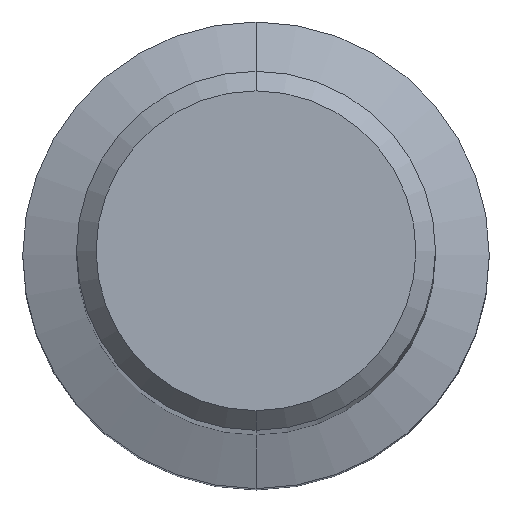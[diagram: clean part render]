
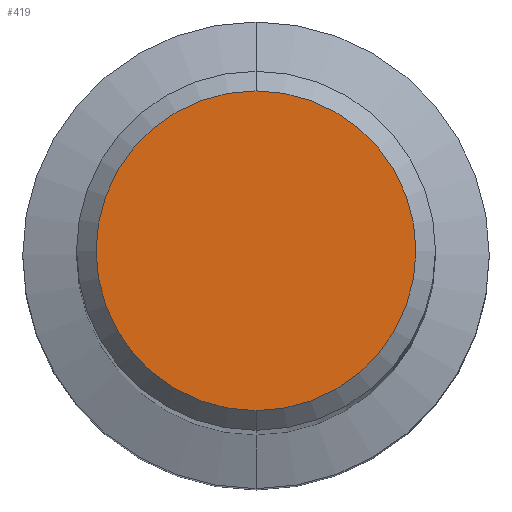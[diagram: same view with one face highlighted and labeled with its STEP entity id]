
A CAD part, top view. The second image highlights one B-rep face of the part: STEP entity #419.
In plain terms, the highlighted planar face has unit normal (0, 0, 1).
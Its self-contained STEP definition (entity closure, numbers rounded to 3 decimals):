
#347=EDGE_CURVE('',#487,#523,#713,.T.);
#419=ADVANCED_FACE('',(#794),#795,.T.);
#467=EDGE_CURVE('',#523,#487,#851,.T.);
#487=VERTEX_POINT('',#872);
#523=VERTEX_POINT('',#912);
#713=CIRCLE('',#1267,4.9);
#794=FACE_OUTER_BOUND('',#1427,.T.);
#795=PLANE('',#1428);
#851=CIRCLE('',#1525,4.9);
#872=CARTESIAN_POINT('',(0.0,4.9,0.0));
#912=CARTESIAN_POINT('',(0.,-4.9,0.0));
#1267=AXIS2_PLACEMENT_3D('',#1825,#1826,#1827);
#1427=EDGE_LOOP('',(#1925,#1926));
#1428=AXIS2_PLACEMENT_3D('',#1927,#1928,#1929);
#1525=AXIS2_PLACEMENT_3D('',#2013,#2014,#2015);
#1825=CARTESIAN_POINT('',(0.0,0.0,0.0));
#1826=DIRECTION('',(0.0,0.0,-1.0));
#1827=DIRECTION('',(0.0,1.0,0.0));
#1925=ORIENTED_EDGE('',*,*,#347,.F.);
#1926=ORIENTED_EDGE('',*,*,#467,.F.);
#1927=CARTESIAN_POINT('',(0.0,2.45,0.0));
#1928=DIRECTION('',(-0.0,0.0,1.0));
#1929=DIRECTION('',(0.0,-1.0,0.0));
#2013=CARTESIAN_POINT('',(0.0,0.0,0.0));
#2014=DIRECTION('',(0.0,0.0,-1.0));
#2015=DIRECTION('',(0.0,1.0,0.0));
